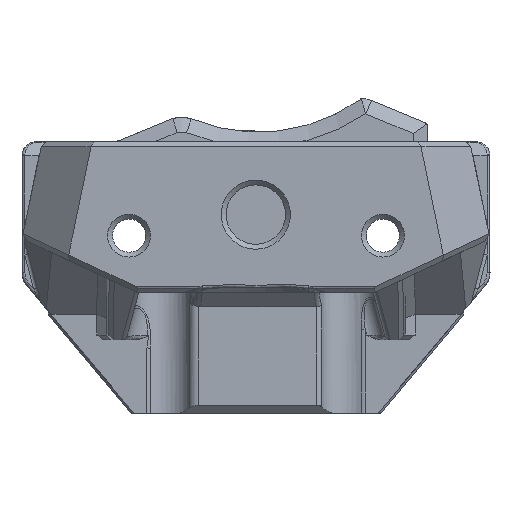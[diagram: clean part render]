
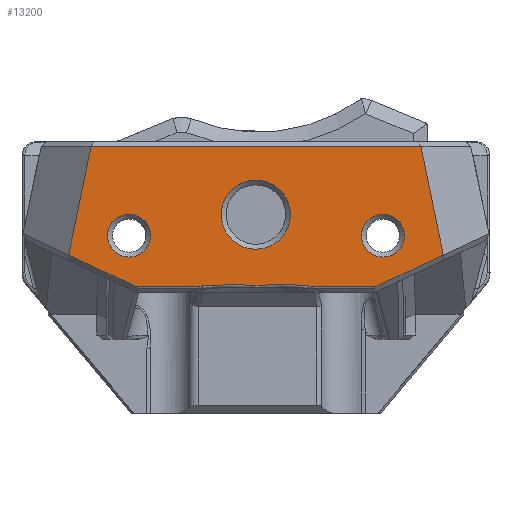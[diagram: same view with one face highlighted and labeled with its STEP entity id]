
A CAD part, front view. The second image highlights one B-rep face of the part: STEP entity #13200.
In plain terms, the highlighted planar face has unit normal (0, -1, 0).
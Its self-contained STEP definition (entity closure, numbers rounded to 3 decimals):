
#490=B_SPLINE_CURVE_WITH_KNOTS('',3,(#24006,#24007,#24008,#24009),
 .UNSPECIFIED.,.F.,.F.,(4,4),(0.,0.),.UNSPECIFIED.);
#491=B_SPLINE_CURVE_WITH_KNOTS('',3,(#24229,#24230,#24231,#24232,#24233,
#24234,#24235,#24236,#24237,#24238,#24239,#24240,#24241,#24242,#24243,#24244,
#24245,#24246,#24247,#24248,#24249,#24250,#24251,#24252,#24253,#24254,#24255,
#24256,#24257,#24258,#24259,#24260,#24261,#24262,#24263,#24264,#24265,#24266,
#24267,#24268,#24269,#24270,#24271,#24272,#24273,#24274,#24275,#24276,#24277,
#24278,#24279,#24280),.UNSPECIFIED.,.F.,.F.,(4,3,3,3,3,3,3,3,3,3,3,3,3,
3,3,3,3,4),(0.,0.,0.001,0.001,0.002,
0.003,0.003,0.004,0.005,
0.005,0.006,0.007,0.008,0.008,
0.009,0.01,0.01,0.011),
 .UNSPECIFIED.);
#495=B_SPLINE_CURVE_WITH_KNOTS('',3,(#24386,#24387,#24388,#24389),
 .UNSPECIFIED.,.F.,.F.,(4,4),(0.,0.),.UNSPECIFIED.);
#892=FACE_BOUND('',#2892,.T.);
#893=FACE_BOUND('',#2893,.T.);
#894=FACE_BOUND('',#2894,.T.);
#1217=CIRCLE('',#14048,3.55);
#1219=CIRCLE('',#14051,2.2);
#1221=CIRCLE('',#14054,2.2);
#2100=FACE_OUTER_BOUND('',#2891,.T.);
#2891=EDGE_LOOP('',(#11743,#11744,#11745,#11746,#11747,#11748,#11749,#11750,
#11751,#11752));
#2892=EDGE_LOOP('',(#11753));
#2893=EDGE_LOOP('',(#11754));
#2894=EDGE_LOOP('',(#11755));
#3625=LINE('',#24358,#4687);
#3626=LINE('',#24398,#4688);
#3634=LINE('',#24698,#4696);
#3639=LINE('',#24707,#4701);
#3689=LINE('',#24809,#4751);
#3876=LINE('',#31083,#4938);
#3981=LINE('',#35796,#5043);
#4687=VECTOR('',#16651,6.506);
#4688=VECTOR('',#16658,6.59);
#4696=VECTOR('',#16678,7.541);
#4701=VECTOR('',#16687,7.541);
#4751=VECTOR('',#16763,33.854);
#4938=VECTOR('',#17462,10.);
#5043=VECTOR('',#17843,10.);
#5811=VERTEX_POINT('',#23996);
#5814=VERTEX_POINT('',#24004);
#5816=VERTEX_POINT('',#24227);
#5820=VERTEX_POINT('',#24355);
#5822=VERTEX_POINT('',#24384);
#5823=VERTEX_POINT('',#24395);
#5838=VERTEX_POINT('',#24697);
#5840=VERTEX_POINT('',#24706);
#5878=VERTEX_POINT('',#24806);
#5879=VERTEX_POINT('',#24808);
#5885=VERTEX_POINT('',#24826);
#5887=VERTEX_POINT('',#24832);
#5889=VERTEX_POINT('',#24838);
#7417=EDGE_CURVE('',#5811,#5814,#490,.T.);
#7419=EDGE_CURVE('',#5814,#5816,#491,.T.);
#7425=EDGE_CURVE('',#5820,#5811,#3625,.T.);
#7427=EDGE_CURVE('',#5816,#5822,#495,.T.);
#7430=EDGE_CURVE('',#5822,#5823,#3626,.T.);
#7448=EDGE_CURVE('',#5838,#5820,#3634,.T.);
#7453=EDGE_CURVE('',#5823,#5840,#3639,.T.);
#7503=EDGE_CURVE('',#5879,#5878,#3689,.T.);
#7513=EDGE_CURVE('',#5885,#5885,#1217,.T.);
#7516=EDGE_CURVE('',#5887,#5887,#1219,.T.);
#7519=EDGE_CURVE('',#5889,#5889,#1221,.T.);
#7906=EDGE_CURVE('',#5879,#5840,#3876,.F.);
#8149=EDGE_CURVE('',#5878,#5838,#3981,.F.);
#11743=ORIENTED_EDGE('',*,*,#7427,.T.);
#11744=ORIENTED_EDGE('',*,*,#7430,.T.);
#11745=ORIENTED_EDGE('',*,*,#7453,.T.);
#11746=ORIENTED_EDGE('',*,*,#7906,.F.);
#11747=ORIENTED_EDGE('',*,*,#7503,.T.);
#11748=ORIENTED_EDGE('',*,*,#8149,.T.);
#11749=ORIENTED_EDGE('',*,*,#7448,.T.);
#11750=ORIENTED_EDGE('',*,*,#7425,.T.);
#11751=ORIENTED_EDGE('',*,*,#7417,.T.);
#11752=ORIENTED_EDGE('',*,*,#7419,.T.);
#11753=ORIENTED_EDGE('',*,*,#7513,.T.);
#11754=ORIENTED_EDGE('',*,*,#7516,.T.);
#11755=ORIENTED_EDGE('',*,*,#7519,.T.);
#12485=PLANE('',#14433);
#13200=ADVANCED_FACE('',(#2100,#892,#893,#894),#12485,.T.);
#14048=AXIS2_PLACEMENT_3D('',#24828,#16784,#16785);
#14051=AXIS2_PLACEMENT_3D('',#24834,#16791,#16792);
#14054=AXIS2_PLACEMENT_3D('',#24840,#16798,#16799);
#14433=AXIS2_PLACEMENT_3D('',#35795,#17841,#17842);
#16651=DIRECTION('',(1.,0.,0.));
#16658=DIRECTION('',(1.,0.,0.));
#16678=DIRECTION('',(0.906,0.,-0.423));
#16687=DIRECTION('',(0.906,0.,0.423));
#16763=DIRECTION('',(-1.,0.,0.));
#16784=DIRECTION('center_axis',(0.,1.,0.));
#16785=DIRECTION('ref_axis',(0.,0.,-1.));
#16791=DIRECTION('center_axis',(0.,1.,0.));
#16792=DIRECTION('ref_axis',(0.,0.,-1.));
#16798=DIRECTION('center_axis',(0.,1.,0.));
#16799=DIRECTION('ref_axis',(0.,0.,-1.));
#17462=DIRECTION('',(-0.203,0.,0.979));
#17841=DIRECTION('center_axis',(0.,-1.,0.));
#17842=DIRECTION('ref_axis',(0.,0.,-1.));
#17843=DIRECTION('',(0.203,0.,0.979));
#23996=CARTESIAN_POINT('',(211.432,10.109,69.443));
#24004=CARTESIAN_POINT('',(211.811,10.109,69.458));
#24006=CARTESIAN_POINT('Ctrl Pts',(211.432,10.109,69.443));
#24007=CARTESIAN_POINT('Ctrl Pts',(211.559,10.109,69.443));
#24008=CARTESIAN_POINT('Ctrl Pts',(211.685,10.109,69.449));
#24009=CARTESIAN_POINT('Ctrl Pts',(211.811,10.109,69.458));
#24227=CARTESIAN_POINT('',(222.757,10.109,69.458));
#24229=CARTESIAN_POINT('Ctrl Pts',(211.811,10.109,69.458));
#24230=CARTESIAN_POINT('Ctrl Pts',(211.925,10.109,69.466));
#24231=CARTESIAN_POINT('Ctrl Pts',(212.039,10.109,69.476));
#24232=CARTESIAN_POINT('Ctrl Pts',(212.153,10.109,69.487));
#24233=CARTESIAN_POINT('Ctrl Pts',(212.267,10.109,69.498));
#24234=CARTESIAN_POINT('Ctrl Pts',(212.381,10.109,69.51));
#24235=CARTESIAN_POINT('Ctrl Pts',(212.495,10.109,69.521));
#24236=CARTESIAN_POINT('Ctrl Pts',(212.723,10.109,69.543));
#24237=CARTESIAN_POINT('Ctrl Pts',(212.951,10.109,69.565));
#24238=CARTESIAN_POINT('Ctrl Pts',(213.179,10.109,69.582));
#24239=CARTESIAN_POINT('Ctrl Pts',(213.407,10.109,69.599));
#24240=CARTESIAN_POINT('Ctrl Pts',(213.636,10.109,69.612));
#24241=CARTESIAN_POINT('Ctrl Pts',(213.864,10.109,69.619));
#24242=CARTESIAN_POINT('Ctrl Pts',(214.092,10.109,69.627));
#24243=CARTESIAN_POINT('Ctrl Pts',(214.321,10.109,69.629));
#24244=CARTESIAN_POINT('Ctrl Pts',(214.549,10.109,69.627));
#24245=CARTESIAN_POINT('Ctrl Pts',(214.777,10.109,69.625));
#24246=CARTESIAN_POINT('Ctrl Pts',(215.006,10.109,69.618));
#24247=CARTESIAN_POINT('Ctrl Pts',(215.234,10.109,69.608));
#24248=CARTESIAN_POINT('Ctrl Pts',(215.462,10.109,69.598));
#24249=CARTESIAN_POINT('Ctrl Pts',(215.691,10.109,69.585));
#24250=CARTESIAN_POINT('Ctrl Pts',(215.919,10.109,69.57));
#24251=CARTESIAN_POINT('Ctrl Pts',(216.147,10.109,69.556));
#24252=CARTESIAN_POINT('Ctrl Pts',(216.375,10.109,69.54));
#24253=CARTESIAN_POINT('Ctrl Pts',(216.604,10.109,69.528));
#24254=CARTESIAN_POINT('Ctrl Pts',(216.832,10.109,69.515));
#24255=CARTESIAN_POINT('Ctrl Pts',(217.06,10.109,69.506));
#24256=CARTESIAN_POINT('Ctrl Pts',(217.289,10.109,69.506));
#24257=CARTESIAN_POINT('Ctrl Pts',(217.517,10.109,69.507));
#24258=CARTESIAN_POINT('Ctrl Pts',(217.745,10.109,69.516));
#24259=CARTESIAN_POINT('Ctrl Pts',(217.974,10.109,69.528));
#24260=CARTESIAN_POINT('Ctrl Pts',(218.202,10.109,69.541));
#24261=CARTESIAN_POINT('Ctrl Pts',(218.43,10.109,69.556));
#24262=CARTESIAN_POINT('Ctrl Pts',(218.659,10.109,69.571));
#24263=CARTESIAN_POINT('Ctrl Pts',(218.887,10.109,69.585));
#24264=CARTESIAN_POINT('Ctrl Pts',(219.115,10.109,69.599));
#24265=CARTESIAN_POINT('Ctrl Pts',(219.344,10.109,69.609));
#24266=CARTESIAN_POINT('Ctrl Pts',(219.572,10.109,69.619));
#24267=CARTESIAN_POINT('Ctrl Pts',(219.8,10.109,69.625));
#24268=CARTESIAN_POINT('Ctrl Pts',(220.028,10.109,69.627));
#24269=CARTESIAN_POINT('Ctrl Pts',(220.256,10.109,69.629));
#24270=CARTESIAN_POINT('Ctrl Pts',(220.484,10.109,69.627));
#24271=CARTESIAN_POINT('Ctrl Pts',(220.711,10.109,69.619));
#24272=CARTESIAN_POINT('Ctrl Pts',(220.939,10.109,69.611));
#24273=CARTESIAN_POINT('Ctrl Pts',(221.166,10.109,69.598));
#24274=CARTESIAN_POINT('Ctrl Pts',(221.394,10.109,69.581));
#24275=CARTESIAN_POINT('Ctrl Pts',(221.621,10.109,69.564));
#24276=CARTESIAN_POINT('Ctrl Pts',(221.848,10.109,69.543));
#24277=CARTESIAN_POINT('Ctrl Pts',(222.076,10.109,69.521));
#24278=CARTESIAN_POINT('Ctrl Pts',(222.303,10.109,69.498));
#24279=CARTESIAN_POINT('Ctrl Pts',(222.53,10.109,69.474));
#24280=CARTESIAN_POINT('Ctrl Pts',(222.757,10.109,69.458));
#24355=CARTESIAN_POINT('',(204.926,10.109,69.443));
#24358=CARTESIAN_POINT('',(204.926,10.109,69.443));
#24384=CARTESIAN_POINT('',(223.136,10.109,69.443));
#24386=CARTESIAN_POINT('Ctrl Pts',(222.757,10.109,69.458));
#24387=CARTESIAN_POINT('Ctrl Pts',(222.883,10.109,69.449));
#24388=CARTESIAN_POINT('Ctrl Pts',(223.01,10.109,69.443));
#24389=CARTESIAN_POINT('Ctrl Pts',(223.136,10.109,69.443));
#24395=CARTESIAN_POINT('',(229.726,10.109,69.443));
#24398=CARTESIAN_POINT('',(223.136,10.109,69.443));
#24697=CARTESIAN_POINT('',(198.092,10.109,72.63));
#24698=CARTESIAN_POINT('',(198.092,10.109,72.63));
#24706=CARTESIAN_POINT('',(236.56,10.109,72.63));
#24707=CARTESIAN_POINT('',(229.726,10.109,69.443));
#24806=CARTESIAN_POINT('',(200.4,10.109,83.769));
#24808=CARTESIAN_POINT('',(234.253,10.109,83.769));
#24809=CARTESIAN_POINT('',(234.253,10.109,83.769));
#24826=CARTESIAN_POINT('',(217.306,10.109,80.331));
#24828=CARTESIAN_POINT('Origin',(217.306,10.109,76.781));
#24832=CARTESIAN_POINT('',(204.299,10.109,76.821));
#24834=CARTESIAN_POINT('Origin',(204.299,10.109,74.621));
#24838=CARTESIAN_POINT('',(230.354,10.109,76.821));
#24840=CARTESIAN_POINT('Origin',(230.354,10.109,74.621));
#31083=CARTESIAN_POINT('',(236.654,10.109,72.177));
#35795=CARTESIAN_POINT('Origin',(217.27,10.109,62.469));
#35796=CARTESIAN_POINT('',(197.996,10.109,72.166));
